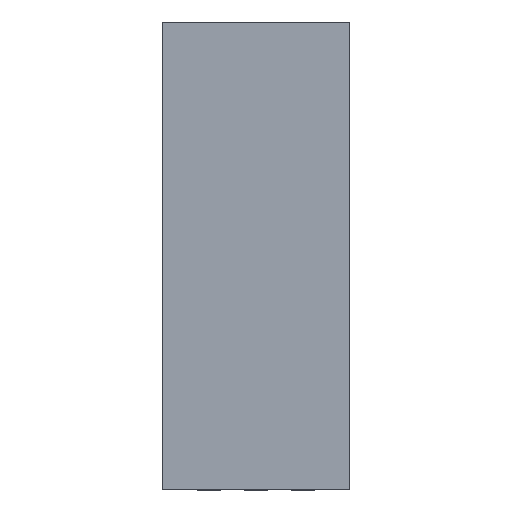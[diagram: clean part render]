
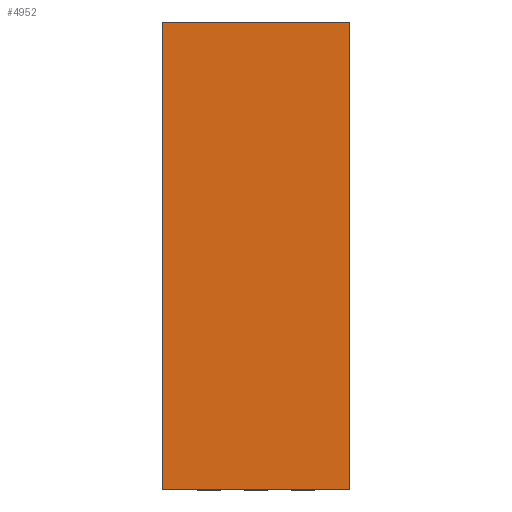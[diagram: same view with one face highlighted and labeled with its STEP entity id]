
A CAD part, front view. The second image highlights one B-rep face of the part: STEP entity #4952.
In plain terms, the highlighted face is planar.
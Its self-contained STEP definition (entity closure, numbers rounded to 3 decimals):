
#122=PLANE('',#5235);
#449=LINE('',#7133,#965);
#469=LINE('',#7174,#985);
#476=LINE('',#7188,#992);
#511=LINE('',#7263,#1027);
#965=VECTOR('',#5955,1000.);
#985=VECTOR('',#5977,1000.);
#992=VECTOR('',#5986,1000.);
#1027=VECTOR('',#6033,1000.);
#1917=ORIENTED_EDGE('',*,*,#2753,.F.);
#1918=ORIENTED_EDGE('',*,*,#2819,.F.);
#1919=ORIENTED_EDGE('',*,*,#2780,.F.);
#1920=ORIENTED_EDGE('',*,*,#2773,.F.);
#2753=EDGE_CURVE('',#3265,#3266,#449,.T.);
#2773=EDGE_CURVE('',#3266,#3285,#469,.T.);
#2780=EDGE_CURVE('',#3285,#3291,#476,.T.);
#2819=EDGE_CURVE('',#3291,#3265,#511,.T.);
#3265=VERTEX_POINT('',#7134);
#3266=VERTEX_POINT('',#7135);
#3285=VERTEX_POINT('',#7175);
#3291=VERTEX_POINT('',#7189);
#3687=EDGE_LOOP('',(#1917,#1918,#1919,#1920));
#3905=FACE_BOUND('',#3687,.T.);
#4952=ADVANCED_FACE('',(#3905),#122,.F.);
#5235=AXIS2_PLACEMENT_3D('',#7275,#6041,#6042);
#5955=DIRECTION('',(-1.,0.,0.));
#5977=DIRECTION('',(0.,0.,-1.));
#5986=DIRECTION('',(1.,0.,0.));
#6033=DIRECTION('',(0.,0.,1.));
#6041=DIRECTION('',(0.,-1.,0.));
#6042=DIRECTION('',(0.,0.,-1.));
#7133=CARTESIAN_POINT('',(2.5,0.,1.));
#7134=CARTESIAN_POINT('',(2.5,0.,1.));
#7135=CARTESIAN_POINT('',(-2.5,0.,1.));
#7174=CARTESIAN_POINT('',(-2.5,0.,1.));
#7175=CARTESIAN_POINT('',(-2.5,0.,-1.));
#7188=CARTESIAN_POINT('',(-2.5,0.,-1.));
#7189=CARTESIAN_POINT('',(2.5,0.,-1.));
#7263=CARTESIAN_POINT('',(2.5,0.,-1.));
#7275=CARTESIAN_POINT('',(-2.5,0.,1.));
